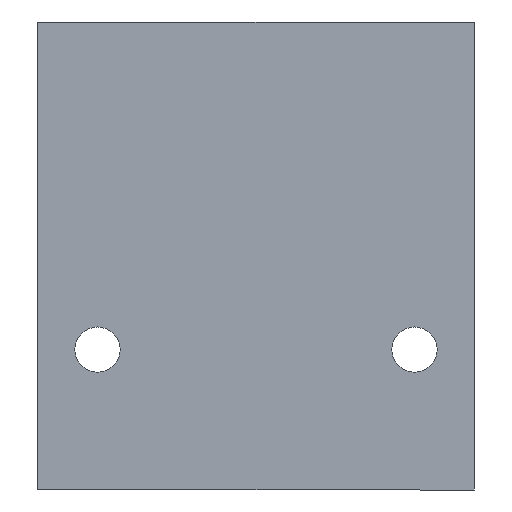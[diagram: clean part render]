
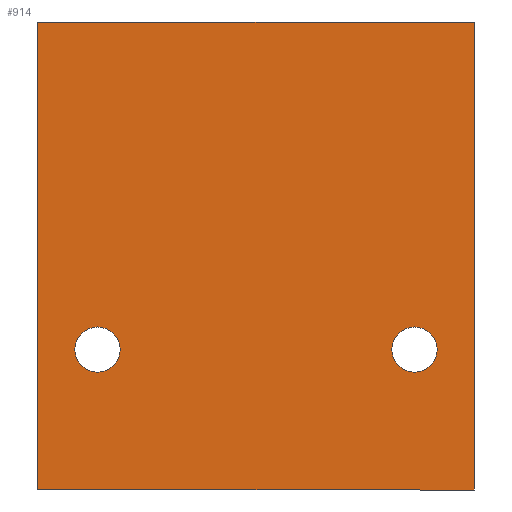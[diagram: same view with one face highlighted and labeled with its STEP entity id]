
A CAD part, front view. The second image highlights one B-rep face of the part: STEP entity #914.
In plain terms, the highlighted planar face has unit normal (0, -1, 0).
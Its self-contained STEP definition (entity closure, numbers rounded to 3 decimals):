
#17 = VECTOR ( 'NONE', #301, 1000. ) ;
#22 = CARTESIAN_POINT ( 'NONE',  ( 14., -3., 15. ) ) ;
#24 = CARTESIAN_POINT ( 'NONE',  ( -10.16, -3., -6. ) ) ;
#33 = CIRCLE ( 'NONE', #143, 1.45 ) ;
#60 = CARTESIAN_POINT ( 'NONE',  ( -14., -3., -15. ) ) ;
#70 = DIRECTION ( 'NONE',  ( 0., 0., -1. ) ) ;
#101 = CARTESIAN_POINT ( 'NONE',  ( -10.16, -3., -4.55 ) ) ;
#108 = AXIS2_PLACEMENT_3D ( 'NONE', #767, #834, #908 ) ;
#114 = FACE_BOUND ( 'NONE', #278, .T. ) ;
#125 = ORIENTED_EDGE ( 'NONE', *, *, #315, .T. ) ;
#127 = EDGE_CURVE ( 'NONE', #484, #801, #424, .T. ) ;
#132 = DIRECTION ( 'NONE',  ( 0., 0., 1. ) ) ;
#142 = DIRECTION ( 'NONE',  ( 0., 1., 0. ) ) ;
#143 = AXIS2_PLACEMENT_3D ( 'NONE', #813, #396, #132 ) ;
#164 = CARTESIAN_POINT ( 'NONE',  ( 14., -3., 15. ) ) ;
#166 = DIRECTION ( 'NONE',  ( 0., 1., 0. ) ) ;
#171 = CARTESIAN_POINT ( 'NONE',  ( 14., -3., -15. ) ) ;
#188 = PLANE ( 'NONE',  #108 ) ;
#197 = AXIS2_PLACEMENT_3D ( 'NONE', #736, #166, #718 ) ;
#223 = CARTESIAN_POINT ( 'NONE',  ( 14., -3., -15. ) ) ;
#224 = CARTESIAN_POINT ( 'NONE',  ( -14., -3., 15. ) ) ;
#256 = VECTOR ( 'NONE', #70, 1000. ) ;
#266 = CARTESIAN_POINT ( 'NONE',  ( 10.16, -3., -6. ) ) ;
#278 = EDGE_LOOP ( 'NONE', ( #375, #668 ) ) ;
#293 = DIRECTION ( 'NONE',  ( 0., 1., 0. ) ) ;
#301 = DIRECTION ( 'NONE',  ( 1., 0., 0. ) ) ;
#310 = ORIENTED_EDGE ( 'NONE', *, *, #127, .F. ) ;
#315 = EDGE_CURVE ( 'NONE', #465, #415, #712, .T. ) ;
#322 = CARTESIAN_POINT ( 'NONE',  ( 10.16, -3., -4.55 ) ) ;
#339 = VERTEX_POINT ( 'NONE', #499 ) ;
#375 = ORIENTED_EDGE ( 'NONE', *, *, #699, .T. ) ;
#387 = FACE_BOUND ( 'NONE', #890, .T. ) ;
#388 = VERTEX_POINT ( 'NONE', #101 ) ;
#395 = EDGE_CURVE ( 'NONE', #828, #484, #870, .T. ) ;
#396 = DIRECTION ( 'NONE',  ( 0., 1., 0. ) ) ;
#406 = VERTEX_POINT ( 'NONE', #22 ) ;
#415 = VERTEX_POINT ( 'NONE', #808 ) ;
#424 = LINE ( 'NONE', #224, #729 ) ;
#432 = DIRECTION ( 'NONE',  ( 0., 0., 1. ) ) ;
#443 = EDGE_CURVE ( 'NONE', #339, #388, #33, .T. ) ;
#457 = CARTESIAN_POINT ( 'NONE',  ( -14., -3., 15. ) ) ;
#465 = VERTEX_POINT ( 'NONE', #322 ) ;
#477 = CIRCLE ( 'NONE', #883, 1.45 ) ;
#484 = VERTEX_POINT ( 'NONE', #60 ) ;
#498 = ORIENTED_EDGE ( 'NONE', *, *, #606, .T. ) ;
#499 = CARTESIAN_POINT ( 'NONE',  ( -10.16, -3., -7.45 ) ) ;
#505 = DIRECTION ( 'NONE',  ( 0., 0., 1. ) ) ;
#516 = DIRECTION ( 'NONE',  ( -1., 0., 0. ) ) ;
#517 = LINE ( 'NONE', #164, #17 ) ;
#545 = FACE_OUTER_BOUND ( 'NONE', #590, .T. ) ;
#577 = VECTOR ( 'NONE', #516, 1000. ) ;
#590 = EDGE_LOOP ( 'NONE', ( #310, #796, #678, #911 ) ) ;
#606 = EDGE_CURVE ( 'NONE', #415, #465, #477, .T. ) ;
#616 = EDGE_CURVE ( 'NONE', #406, #828, #726, .T. ) ;
#668 = ORIENTED_EDGE ( 'NONE', *, *, #443, .T. ) ;
#678 = ORIENTED_EDGE ( 'NONE', *, *, #616, .F. ) ;
#699 = EDGE_CURVE ( 'NONE', #388, #339, #804, .T. ) ;
#712 = CIRCLE ( 'NONE', #197, 1.45 ) ;
#718 = DIRECTION ( 'NONE',  ( 0., 0., 1. ) ) ;
#726 = LINE ( 'NONE', #781, #256 ) ;
#729 = VECTOR ( 'NONE', #505, 1000. ) ;
#731 = EDGE_CURVE ( 'NONE', #801, #406, #517, .T. ) ;
#736 = CARTESIAN_POINT ( 'NONE',  ( 10.16, -3., -6. ) ) ;
#767 = CARTESIAN_POINT ( 'NONE',  ( 0., -3., 0. ) ) ;
#781 = CARTESIAN_POINT ( 'NONE',  ( 14., -3., 15. ) ) ;
#796 = ORIENTED_EDGE ( 'NONE', *, *, #395, .F. ) ;
#801 = VERTEX_POINT ( 'NONE', #457 ) ;
#804 = CIRCLE ( 'NONE', #905, 1.45 ) ;
#808 = CARTESIAN_POINT ( 'NONE',  ( 10.16, -3., -7.45 ) ) ;
#813 = CARTESIAN_POINT ( 'NONE',  ( -10.16, -3., -6. ) ) ;
#828 = VERTEX_POINT ( 'NONE', #171 ) ;
#834 = DIRECTION ( 'NONE',  ( 0., 1., 0. ) ) ;
#870 = LINE ( 'NONE', #223, #577 ) ;
#877 = DIRECTION ( 'NONE',  ( 0., 0., 1. ) ) ;
#883 = AXIS2_PLACEMENT_3D ( 'NONE', #266, #142, #432 ) ;
#890 = EDGE_LOOP ( 'NONE', ( #125, #498 ) ) ;
#905 = AXIS2_PLACEMENT_3D ( 'NONE', #24, #293, #877 ) ;
#908 = DIRECTION ( 'NONE',  ( 0., 0., 1. ) ) ;
#911 = ORIENTED_EDGE ( 'NONE', *, *, #731, .F. ) ;
#914 = ADVANCED_FACE ( 'NONE', ( #114, #387, #545 ), #188, .F. ) ;
